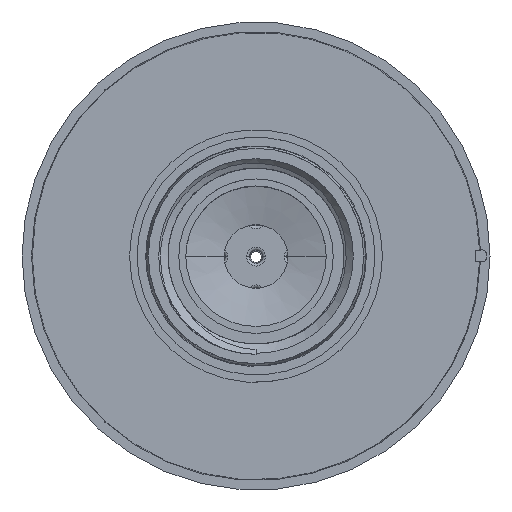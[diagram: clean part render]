
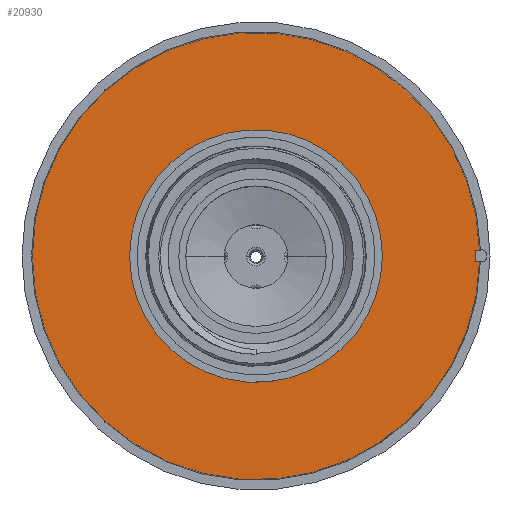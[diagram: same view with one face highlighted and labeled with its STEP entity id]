
A CAD part, top view. The second image highlights one B-rep face of the part: STEP entity #20930.
In plain terms, the highlighted planar face has unit normal (0, 0, 1).
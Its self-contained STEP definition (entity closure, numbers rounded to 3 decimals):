
#20028=DIRECTION('',(0.,-1.,0.));
#20029=VECTOR('',#20028,1.2);
#20030=CARTESIAN_POINT('',(23.4,0.6,47.2));
#20031=LINE('',#20030,#20029);
#20122=CARTESIAN_POINT('',(0.,0.,47.2));
#20123=DIRECTION('',(0.,0.,1.));
#20124=DIRECTION('',(-0.072,-0.997,0.));
#20125=AXIS2_PLACEMENT_3D('',#20122,#20123,#20124);
#20127=CARTESIAN_POINT('',(0.,0.,47.2));
#20128=DIRECTION('',(0.,0.,1.));
#20129=DIRECTION('',(-1.,0.,0.));
#20130=AXIS2_PLACEMENT_3D('',#20127,#20128,#20129);
#20132=CARTESIAN_POINT('',(0.,0.,47.2));
#20133=DIRECTION('',(0.,0.,1.));
#20134=DIRECTION('',(-0.072,0.997,0.));
#20135=AXIS2_PLACEMENT_3D('',#20132,#20133,#20134);
#20137=CARTESIAN_POINT('',(0.,0.,47.2));
#20138=DIRECTION('',(0.,0.,1.));
#20139=DIRECTION('',(1.,0.025,0.));
#20140=AXIS2_PLACEMENT_3D('',#20137,#20138,#20139);
#20142=CARTESIAN_POINT('',(0.,0.,47.2));
#20143=DIRECTION('',(0.,0.,-1.));
#20144=DIRECTION('',(-1.,0.,0.));
#20145=AXIS2_PLACEMENT_3D('',#20142,#20143,#20144);
#20147=CARTESIAN_POINT('',(0.,0.,47.2));
#20148=DIRECTION('',(0.,0.,-1.));
#20149=DIRECTION('',(-0.073,-0.997,0.));
#20150=AXIS2_PLACEMENT_3D('',#20147,#20148,#20149);
#20152=CARTESIAN_POINT('',(0.,0.,47.2));
#20153=DIRECTION('',(0.,0.,-1.));
#20154=DIRECTION('',(1.,0.,0.));
#20155=AXIS2_PLACEMENT_3D('',#20152,#20153,#20154);
#20157=CARTESIAN_POINT('',(0.,0.,47.2));
#20158=DIRECTION('',(0.,0.,-1.));
#20159=DIRECTION('',(-0.073,0.997,0.));
#20160=AXIS2_PLACEMENT_3D('',#20157,#20158,#20159);
#20166=DIRECTION('',(1.,0.001,0.));
#20167=VECTOR('',#20166,0.492);
#20168=CARTESIAN_POINT('',(23.4,-0.6,47.2));
#20169=LINE('',#20168,#20167);
#20174=DIRECTION('',(-1.,0.001,0.));
#20175=VECTOR('',#20174,0.492);
#20176=CARTESIAN_POINT('',(23.892,0.6,47.2));
#20177=LINE('',#20176,#20175);
#20537=CARTESIAN_POINT('',(-13.5,0.,47.2));
#20539=VERTEX_POINT('',#20537);
#20540=CARTESIAN_POINT('',(13.5,0.,47.2));
#20541=CARTESIAN_POINT('',(-0.981,-13.464,47.2));
#20542=VERTEX_POINT('',#20540);
#20543=VERTEX_POINT('',#20541);
#20548=CARTESIAN_POINT('',(-23.9,0.,47.2));
#20550=VERTEX_POINT('',#20548);
#20560=CARTESIAN_POINT('',(23.892,-0.6,47.2));
#20561=VERTEX_POINT('',#20560);
#20562=CARTESIAN_POINT('',(-1.721,-23.838,47.2));
#20563=VERTEX_POINT('',#20562);
#20648=CARTESIAN_POINT('',(23.4,0.6,47.2));
#20649=VERTEX_POINT('',#20648);
#20650=CARTESIAN_POINT('',(23.4,-0.6,47.2));
#20651=VERTEX_POINT('',#20650);
#20652=CARTESIAN_POINT('',(23.892,0.6,47.2));
#20653=VERTEX_POINT('',#20652);
#20660=CARTESIAN_POINT('',(-1.721,23.838,47.2));
#20661=VERTEX_POINT('',#20660);
#20664=CARTESIAN_POINT('',(-0.981,13.464,47.2));
#20665=VERTEX_POINT('',#20664);
#20904=CARTESIAN_POINT('',(-0.004,0.,47.2));
#20905=DIRECTION('',(0.,0.,1.));
#20906=DIRECTION('',(0.,1.,0.));
#20907=AXIS2_PLACEMENT_3D('',#20904,#20905,#20906);
#20908=PLANE('',#20907);
#20910=ORIENTED_EDGE('',*,*,#20909,.T.);
#20911=ORIENTED_EDGE('',*,*,#20878,.F.);
#20912=ORIENTED_EDGE('',*,*,#20876,.F.);
#20913=ORIENTED_EDGE('',*,*,#20853,.F.);
#20914=ORIENTED_EDGE('',*,*,#20851,.F.);
#20916=ORIENTED_EDGE('',*,*,#20915,.T.);
#20917=ORIENTED_EDGE('',*,*,#20681,.T.);
#20918=EDGE_LOOP('',(#20910,#20911,#20912,#20913,#20914,#20916,#20917));
#20919=FACE_OUTER_BOUND('',#20918,.F.);
#20921=ORIENTED_EDGE('',*,*,#20920,.F.);
#20923=ORIENTED_EDGE('',*,*,#20922,.F.);
#20925=ORIENTED_EDGE('',*,*,#20924,.F.);
#20927=ORIENTED_EDGE('',*,*,#20926,.F.);
#20928=EDGE_LOOP('',(#20921,#20923,#20925,#20927));
#20929=FACE_BOUND('',#20928,.F.);
#20930=ADVANCED_FACE('',(#20919,#20929),#20908,.T.);
#20126=CIRCLE('',#20125,23.9);
#20131=CIRCLE('',#20130,23.9);
#20136=CIRCLE('',#20135,23.9);
#20141=CIRCLE('',#20140,23.9);
#20146=CIRCLE('',#20145,13.5);
#20151=CIRCLE('',#20150,13.5);
#20156=CIRCLE('',#20155,13.5);
#20161=CIRCLE('',#20160,13.5);
#20681=EDGE_CURVE('',#20649,#20651,#20031,.T.);
#20851=EDGE_CURVE('',#20653,#20661,#20141,.T.);
#20853=EDGE_CURVE('',#20661,#20550,#20136,.T.);
#20876=EDGE_CURVE('',#20550,#20563,#20131,.T.);
#20878=EDGE_CURVE('',#20563,#20561,#20126,.T.);
#20909=EDGE_CURVE('',#20651,#20561,#20169,.T.);
#20915=EDGE_CURVE('',#20653,#20649,#20177,.T.);
#20920=EDGE_CURVE('',#20539,#20665,#20146,.T.);
#20922=EDGE_CURVE('',#20543,#20539,#20151,.T.);
#20924=EDGE_CURVE('',#20542,#20543,#20156,.T.);
#20926=EDGE_CURVE('',#20665,#20542,#20161,.T.);
